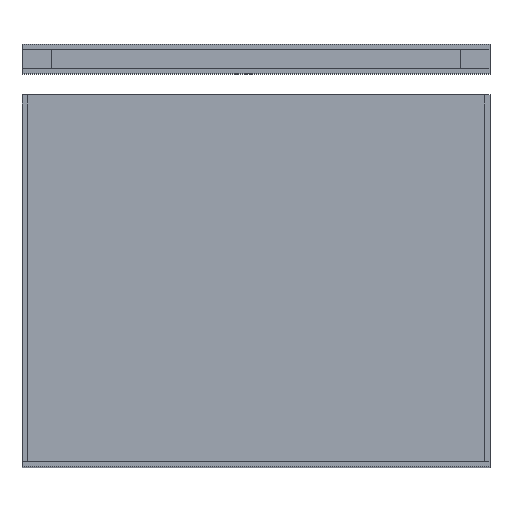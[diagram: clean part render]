
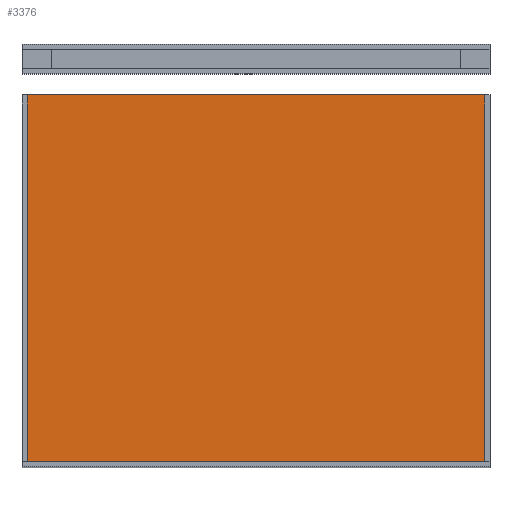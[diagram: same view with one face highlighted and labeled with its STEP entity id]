
A CAD part, top view. The second image highlights one B-rep face of the part: STEP entity #3376.
In plain terms, the highlighted planar face has unit normal (0, 0, 1).
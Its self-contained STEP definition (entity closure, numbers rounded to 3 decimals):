
#3256=CARTESIAN_POINT('',(33.,-688.,617.339));
#3257=VERTEX_POINT('',#3256);
#3264=CARTESIAN_POINT('',(33.,38.,617.339));
#3265=VERTEX_POINT('',#3264);
#3266=CARTESIAN_POINT('',(33.,38.,617.339));
#3267=DIRECTION('',(0.,-1.,0.));
#3268=VECTOR('',#3267,726.);
#3269=LINE('',#3266,#3268);
#3270=EDGE_CURVE('',#3265,#3257,#3269,.T.);
#3294=CARTESIAN_POINT('',(939.,-688.,617.339));
#3295=VERTEX_POINT('',#3294);
#3302=CARTESIAN_POINT('',(939.,-688.,617.339));
#3303=DIRECTION('',(-1.,0.,0.));
#3304=VECTOR('',#3303,906.);
#3305=LINE('',#3302,#3304);
#3306=EDGE_CURVE('',#3295,#3257,#3305,.T.);
#3325=CARTESIAN_POINT('',(939.,38.,617.339));
#3326=VERTEX_POINT('',#3325);
#3333=CARTESIAN_POINT('',(939.,38.,617.339));
#3334=DIRECTION('',(0.,-1.,0.));
#3335=VECTOR('',#3334,726.);
#3336=LINE('',#3333,#3335);
#3337=EDGE_CURVE('',#3326,#3295,#3336,.T.);
#3355=CARTESIAN_POINT('',(33.,38.,617.339));
#3356=DIRECTION('',(1.,0.,-0.));
#3357=VECTOR('',#3356,906.);
#3358=LINE('',#3355,#3357);
#3359=EDGE_CURVE('',#3265,#3326,#3358,.T.);
#3365=CARTESIAN_POINT('',(0.,0.,617.339));
#3366=DIRECTION('',(0.,0.,1.));
#3367=DIRECTION('',(0.,1.,0.));
#3368=AXIS2_PLACEMENT_3D('',#3365,#3366,#3367);
#3369=PLANE('',#3368);
#3370=ORIENTED_EDGE('',*,*,#3270,.T.);
#3371=ORIENTED_EDGE('',*,*,#3306,.F.);
#3372=ORIENTED_EDGE('',*,*,#3337,.F.);
#3373=ORIENTED_EDGE('',*,*,#3359,.F.);
#3374=EDGE_LOOP('',(#3370,#3371,#3372,#3373));
#3375=FACE_BOUND('',#3374,.T.);
#3376=ADVANCED_FACE('',(#3375),#3369,.T.);
